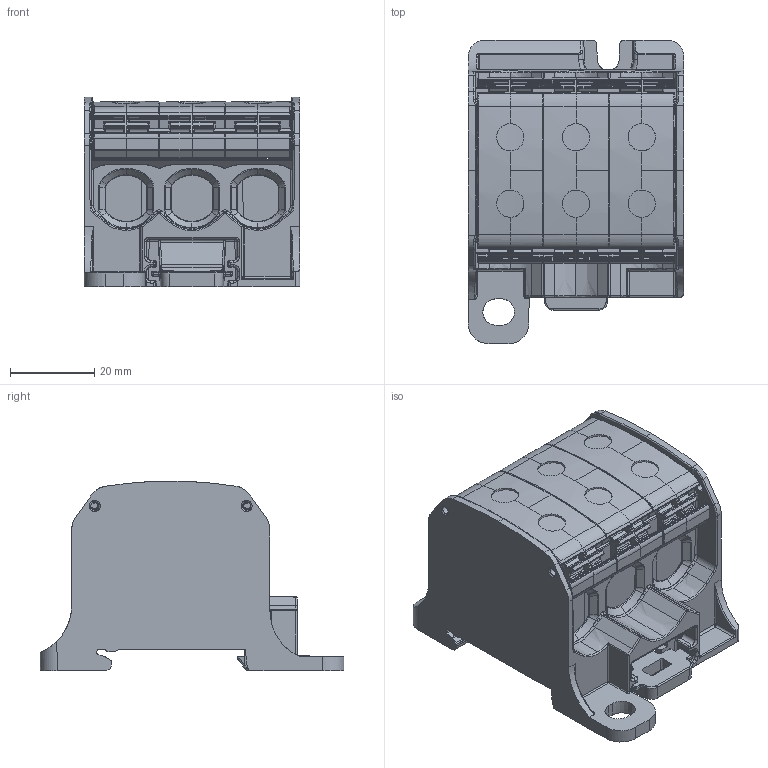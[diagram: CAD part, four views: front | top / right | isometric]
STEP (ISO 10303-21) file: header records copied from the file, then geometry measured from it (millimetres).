
FILE_DESCRIPTION(('CATIA V5 STEP Exchange','CAx-IF Rec.Pracs.--- Model Styling and Organization---1.4--- 2014-01-23'),'2;1');
FILE_NAME ('1442080-1_0', '2023-02-02T06:43:55+00:00', ('none'), ('Weidmueller'), 'CATIA Version 5-6 Release 2016 SP3 HF44', 'CATIA V5 STEP AP214', 'none');
FILE_SCHEMA(('AUTOMOTIVE_DESIGN { 1 0 10303 214 1 1 1 1 }'));
Products named in the file (1): 2874520000
Bounding box: 51.2 x 72.04 x 45 mm (x, y, z)
Volume: 78466.5 mm3; surface area: 28259.5 mm2
Topology: 2 solids, 8 shells, 3758 faces, 9243 edges, 5383 vertices
Faces by surface type: cylinder 1602, bspline 1278, plane 716, cone 156, extrusion 6
Entity records: 166239 total; most frequent: CARTESIAN_POINT 92588, ORIENTED_EDGE 18290, DIRECTION 9915, EDGE_CURVE 9145, VERTEX_POINT 5383, AXIS2_PLACEMENT_3D 3853, B_SPLINE_CURVE_WITH_KNOTS 3781, EDGE_LOOP 3775
